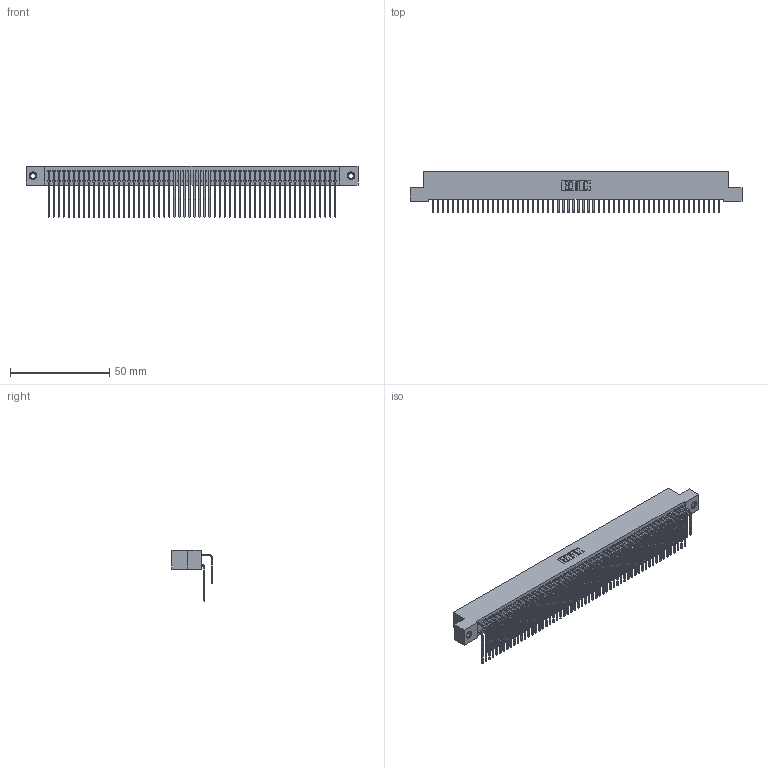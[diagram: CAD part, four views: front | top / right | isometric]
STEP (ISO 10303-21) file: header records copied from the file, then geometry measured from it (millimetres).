
FILE_DESCRIPTION (( 'STEP AP203' ), '1' );
FILE_NAME ('342-116-559-207.STEP', '2019-10-04T22:31:36', ( '' ), ( '' ), 'SwSTEP 2.0', 'SolidWorks 2016', '' );
FILE_SCHEMA (( 'CONFIG_CONTROL_DESIGN' ));
Length unit declared in the file: inch
Products named in the file (5): 342 Part_TI; 345-292-001_558 559 Tail - 1; 345-292-001_559 Tail - 2; 345-250-001_345-250-005-103; 342-116-559-207
Assembly tree (119 placements, depth 2):
  342-116-559-207
    342 Part_TI
    345-292-001_558 559 Tail - 1  x58
    345-292-001_559 Tail - 2  x58
    345-250-001_345-250-005-103  x2
Bounding box: 167.64 x 20.64 x 25.78 mm (x, y, z)
Volume: 15794.6 mm3; surface area: 29156.9 mm2
Topology: 119 solids, 119 shells, 6434 faces, 19111 edges, 12578 vertices
Faces by surface type: plane 4506, cylinder 1912, cone 12, torus 4
Entity records: 38082 total; most frequent: CARTESIAN_POINT 6324, ORIENTED_EDGE 6202, DIRECTION 5387, EDGE_CURVE 3101, VECTOR 2913, LINE 2913, VERTEX_POINT 2060, AXIS2_PLACEMENT_3D 1237
